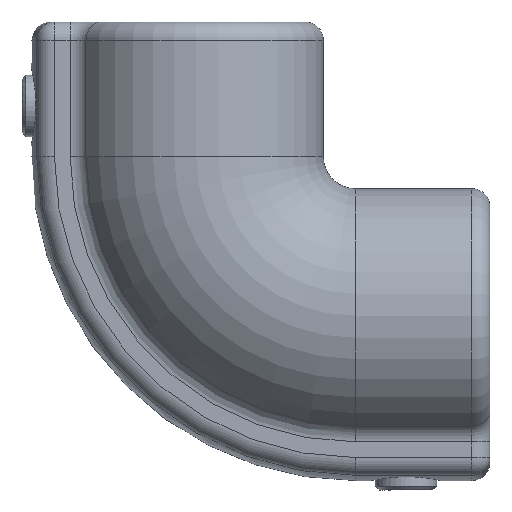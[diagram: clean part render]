
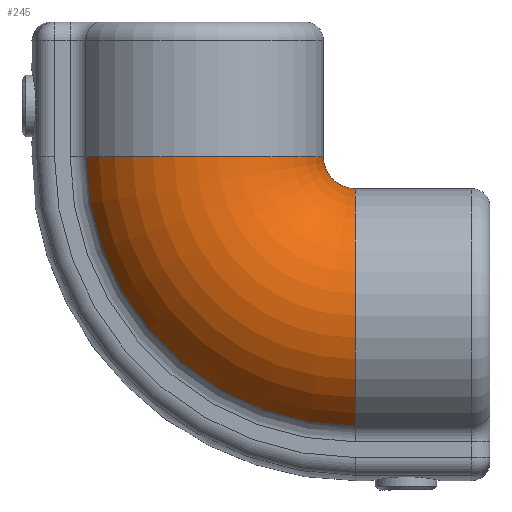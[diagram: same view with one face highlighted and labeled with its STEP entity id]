
A CAD part, front view. The second image highlights one B-rep face of the part: STEP entity #245.
In plain terms, the highlighted toroidal (fillet/blend) face has major radius 20.637 mm and minor radius 16.51 mm.
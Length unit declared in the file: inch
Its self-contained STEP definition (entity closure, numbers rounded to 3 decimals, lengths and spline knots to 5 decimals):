
#150 = EDGE_LOOP ( 'NONE', ( #1168, #1169, #1170, #1171 ) ) ;
#245 = ADVANCED_FACE ( 'NONE', ( #1583 ), #1581, .T. ) ;
#278 = CIRCLE ( 'NONE', #865, 0.1625 ) ;
#438 = CARTESIAN_POINT ( 'NONE',  ( 0.8125, -0.32762, -0.6875 ) ) ;
#440 = DIRECTION ( 'NONE',  ( 0., 0., 1. ) ) ;
#453 = DIRECTION ( 'NONE',  ( 0., -1., 0. ) ) ;
#489 = DIRECTION ( 'NONE',  ( -1., 0., 0. ) ) ;
#492 = CARTESIAN_POINT ( 'NONE',  ( 0.8125, 0., -1.5 ) ) ;
#494 = DIRECTION ( 'NONE',  ( 0., 0., 1. ) ) ;
#711 = AXIS2_PLACEMENT_3D ( 'NONE', #1397, #1308, #1399 ) ;
#835 = AXIS2_PLACEMENT_3D ( 'NONE', #438, #453, #440 ) ;
#843 = AXIS2_PLACEMENT_3D ( 'NONE', #492, #489, #494 ) ;
#859 = AXIS2_PLACEMENT_3D ( 'NONE', #1660, #1659, #1661 ) ;
#865 = AXIS2_PLACEMENT_3D ( 'NONE', #1664, #1673, #1671 ) ;
#1081 = CIRCLE ( 'NONE', #835, 1.37389 ) ;
#1168 = ORIENTED_EDGE ( 'NONE', *, *, #2818, .F. ) ;
#1169 = ORIENTED_EDGE ( 'NONE', *, *, #2800, .F. ) ;
#1170 = ORIENTED_EDGE ( 'NONE', *, *, #2761, .T. ) ;
#1171 = ORIENTED_EDGE ( 'NONE', *, *, #2784, .T. ) ;
#1308 = DIRECTION ( 'NONE',  ( 0., -1., 0. ) ) ;
#1371 = VERTEX_POINT ( 'NONE', #2548 ) ;
#1373 = VERTEX_POINT ( 'NONE', #2545 ) ;
#1397 = CARTESIAN_POINT ( 'NONE',  ( 0.8125, 0., -0.6875 ) ) ;
#1399 = DIRECTION ( 'NONE',  ( 0., 0., -1. ) ) ;
#1424 = VERTEX_POINT ( 'NONE', #2526 ) ;
#1437 = VERTEX_POINT ( 'NONE', #2506 ) ;
#1581 = TOROIDAL_SURFACE ( 'NONE', #711, 0.8125, 0.65 ) ;
#1583 = FACE_OUTER_BOUND ( 'NONE', #150, .T. ) ;
#1659 = DIRECTION ( 'NONE',  ( 0., 0., 1. ) ) ;
#1660 = CARTESIAN_POINT ( 'NONE',  ( 0., 0., -0.6875 ) ) ;
#1661 = DIRECTION ( 'NONE',  ( 1., 0., 0. ) ) ;
#1664 = CARTESIAN_POINT ( 'NONE',  ( 0.8125, 0., -0.6875 ) ) ;
#1671 = DIRECTION ( 'NONE',  ( 0., 0., -1. ) ) ;
#1673 = DIRECTION ( 'NONE',  ( 0., -1., 0. ) ) ;
#1919 = CIRCLE ( 'NONE', #859, 0.65 ) ;
#1952 = CIRCLE ( 'NONE', #843, 0.65 ) ;
#2506 = CARTESIAN_POINT ( 'NONE',  ( 0.8125, -0.32762, -2.06139 ) ) ;
#2526 = CARTESIAN_POINT ( 'NONE',  ( -0.56139, -0.32762, -0.6875 ) ) ;
#2545 = CARTESIAN_POINT ( 'NONE',  ( 0.8125, 0., -0.85 ) ) ;
#2548 = CARTESIAN_POINT ( 'NONE',  ( 0.65, 0., -0.6875 ) ) ;
#2761 = EDGE_CURVE ( 'NONE', #1424, #1437, #1081, .T. ) ;
#2784 = EDGE_CURVE ( 'NONE', #1437, #1373, #1952, .T. ) ;
#2800 = EDGE_CURVE ( 'NONE', #1424, #1371, #1919, .T. ) ;
#2818 = EDGE_CURVE ( 'NONE', #1371, #1373, #278, .T. ) ;
